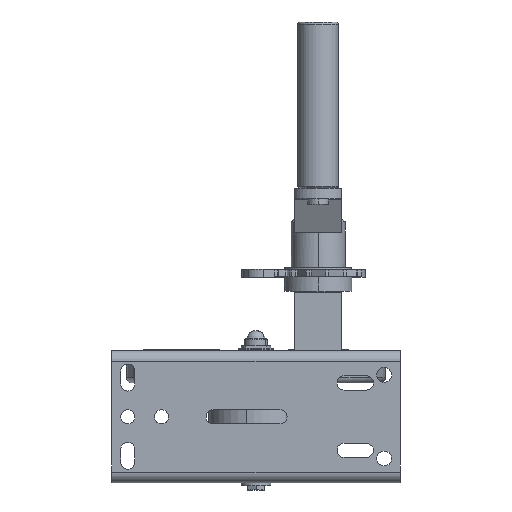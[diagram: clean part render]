
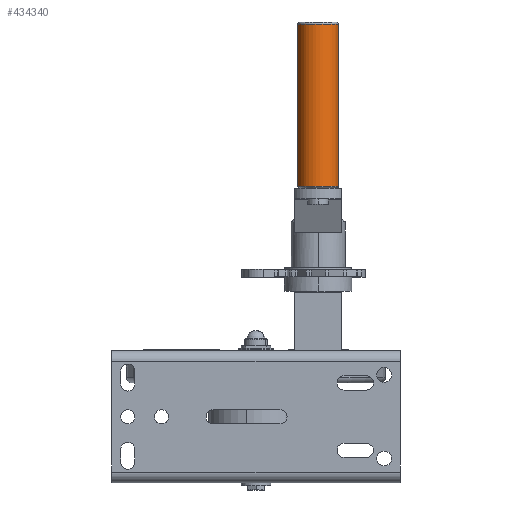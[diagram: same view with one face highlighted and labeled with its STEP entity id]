
A CAD part, front view. The second image highlights one B-rep face of the part: STEP entity #434340.
In plain terms, the highlighted cylindrical face has radius 15 mm (diameter 30 mm), a partial arc.
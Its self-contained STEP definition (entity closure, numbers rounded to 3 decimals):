
#433790=CARTESIAN_POINT('',(66.637,290.234,
14.926));
#433800=VERTEX_POINT('',#433790);
#433830=CARTESIAN_POINT('',(66.637,291.724,
0.));
#433840=DIRECTION('',(1.,0.,0.));
#433850=DIRECTION('',(0.,-0.099,
0.995));
#433860=AXIS2_PLACEMENT_3D('',#433830,#433840,#433850);
#433870=CIRCLE('',#433860,15.);
#433880=CARTESIAN_POINT('',(66.637,293.214,
-14.926));
#433890=VERTEX_POINT('',#433880);
#433900=EDGE_CURVE('',#433890,#433800,#433870,.T.);
#434030=CARTESIAN_POINT('',(6.637,291.724,
0.));
#434040=DIRECTION('',(1.,0.,0.));
#434050=DIRECTION('',(0.,-0.099,
0.995));
#434060=AXIS2_PLACEMENT_3D('',#434030,#434040,#434050);
#434070=CYLINDRICAL_SURFACE('',#434060,15.);
#434080=CARTESIAN_POINT('',(6.637,293.214,
-14.926));
#434090=DIRECTION('',(1.,0.,0.));
#434100=VECTOR('',#434090,1.);
#434110=LINE('',#434080,#434100);
#434120=CARTESIAN_POINT('',(-53.363,293.214,
-14.926));
#434130=VERTEX_POINT('',#434120);
#434140=EDGE_CURVE('',#434130,#433890,#434110,.T.);
#434150=ORIENTED_EDGE('',*,*,#434140,.F.);
#434160=ORIENTED_EDGE('',*,*,#433900,.F.);
#434170=CARTESIAN_POINT('',(6.637,290.234,
14.926));
#434180=DIRECTION('',(1.,0.,0.));
#434190=VECTOR('',#434180,1.);
#434200=LINE('',#434170,#434190);
#434210=CARTESIAN_POINT('',(-53.363,290.234,
14.926));
#434220=VERTEX_POINT('',#434210);
#434230=EDGE_CURVE('',#434220,#433800,#434200,.T.);
#434240=ORIENTED_EDGE('',*,*,#434230,.T.);
#434250=CARTESIAN_POINT('',(-53.363,291.724,
0.));
#434260=DIRECTION('',(1.,0.,0.));
#434270=DIRECTION('',(0.,-0.099,
0.995));
#434280=AXIS2_PLACEMENT_3D('',#434250,#434260,#434270);
#434290=CIRCLE('',#434280,15.);
#434300=EDGE_CURVE('',#434130,#434220,#434290,.T.);
#434310=ORIENTED_EDGE('',*,*,#434300,.T.);
#434320=EDGE_LOOP('',(#434310,#434240,#434160,#434150));
#434330=FACE_OUTER_BOUND('',#434320,.T.);
#434340=ADVANCED_FACE('',(#434330),#434070,.T.);
